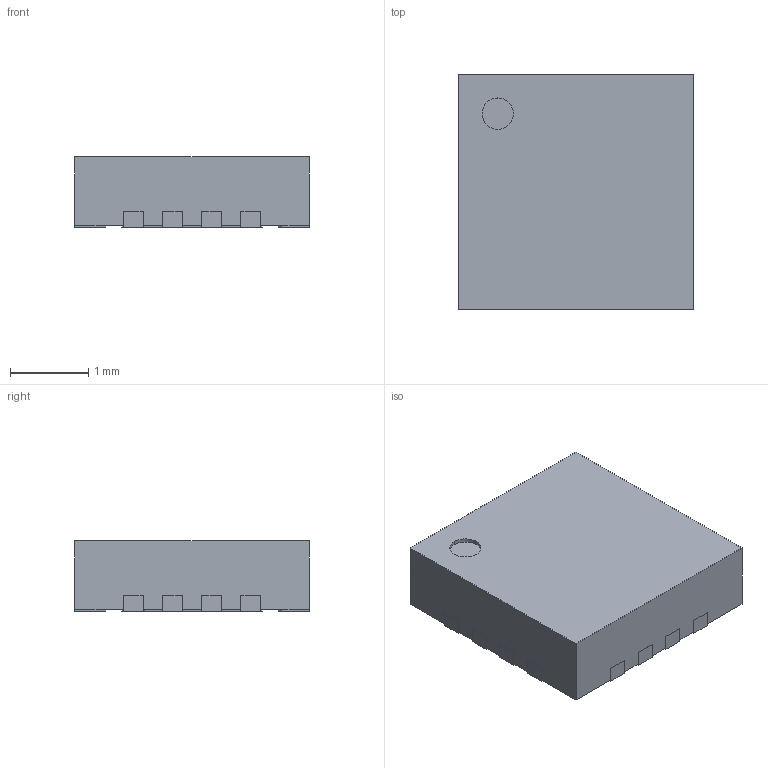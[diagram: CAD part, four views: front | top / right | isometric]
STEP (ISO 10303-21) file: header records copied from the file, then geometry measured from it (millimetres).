
FILE_DESCRIPTION(('FreeCAD Model'),'2;1');
FILE_NAME('User Library-QFN-16.step', '2017-06-08T05:01:01',('kicad StepUp'),('ksu MCAD'), 'Open CASCADE STEP processor 6.8','FreeCAD','Unknown');
FILE_SCHEMA(('AUTOMOTIVE_DESIGN_CC2 { 1 2 10303 214 -1 1 5 4 }'));
Length unit declared in the file: millimetre
Products named in the file (2): ASSEMBLY; User_Library-QFN-16
Assembly tree (1 placements, depth 2):
  ASSEMBLY
    User_Library-QFN-16
Bounding box: 3 x 3 x 0.9 mm (x, y, z)
Volume: 8 mm3; surface area: 29.2 mm2
Topology: 1 solids, 1 shells, 119 faces, 345 edges, 230 vertices
Faces by surface type: plane 117, cylinder 2
Entity records: 4708 total; most frequent: CARTESIAN_POINT 696, ORIENTED_EDGE 690, DIRECTION 591, EDGE_CURVE 345, LINE 341, VECTOR 341, VERTEX_POINT 230, AXIS2_PLACEMENT_3D 125
